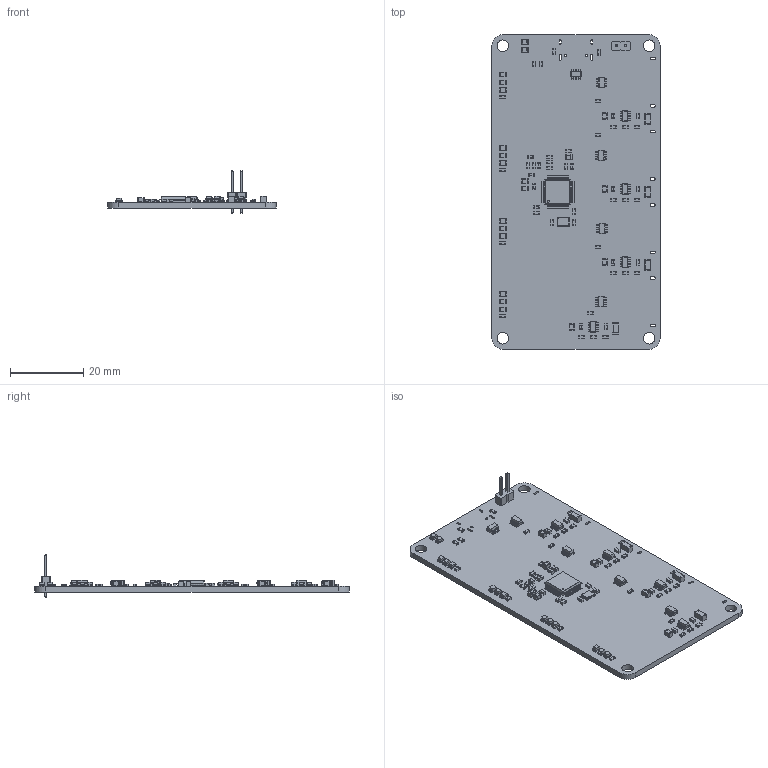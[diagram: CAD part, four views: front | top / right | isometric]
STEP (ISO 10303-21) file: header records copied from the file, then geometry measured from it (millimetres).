
FILE_DESCRIPTION(('KiCad electronic assembly'),'2;1');
FILE_NAME('project.step','2024-09-17T15:51:16',('Pcbnew'),('Kicad'), 'Open CASCADE STEP processor 7.7','KiCad to STEP converter','Unknown' );
FILE_SCHEMA(('AUTOMOTIVE_DESIGN { 1 0 10303 214 1 1 1 1 }'));
Length unit declared in the file: millimetre
Products named in the file (20): project 1; R_0603_1608Metric; C_0603_1608Metric; LED_0805_2012Metric; SOT-23-6; SOT_23_6; C_0805_2012Metric; LQFP-48_7x7mm_P0.5mm; LQFP_48_7x7mm_P05mm; C_1206_3216Metric; PinHeader_1x02_P2.54mm_Vertical; PinHeader_1x02_P254mm_Vertical; Crystal_SMD_3225-4Pin_3.2x2.5mm; project_PCB
Assembly tree (96 placements, depth 3):
  project 1
    R_0603_1608Metric  x29
      R_0603_1608Metric
    C_0603_1608Metric  x20
      C_0603_1608Metric
    LED_0805_2012Metric  x14
      LED_0805_2012Metric
    SOT-23-6  x9
      SOT_23_6
    C_0805_2012Metric  x7
      C_0805_2012Metric
    LQFP-48_7x7mm_P0.5mm
      LQFP_48_7x7mm_P05mm
    C_1206_3216Metric  x4
      C_1206_3216Metric
    PinHeader_1x02_P2.54mm_Vertical
      PinHeader_1x02_P254mm_Vertical
    Crystal_SMD_3225-4Pin_3.2x2.5mm
      Crystal_SMD_3225-4Pin_3.2x2.5mm
    project_PCB
Bounding box: 46 x 86 x 11.54 mm (x, y, z)
Volume: 6530.9 mm3; surface area: 9557.4 mm2
Topology: 87 solids, 87 shells, 4348 faces, 11373 edges, 7282 vertices
Faces by surface type: plane 2825, cylinder 1173, bspline 350
Full cylindrical faces by diameter (mm): 0.5 x1, 0.65 x2, 1 x2, 3.2 x4
Entity records: 48325 total; most frequent: CARTESIAN_POINT 9817, ORIENTED_EDGE 6360, DIRECTION 6088, EDGE_CURVE 3180, LINE 2458, VECTOR 2458, VERTEX_POINT 2020, AXIS2_PLACEMENT_3D 1815
